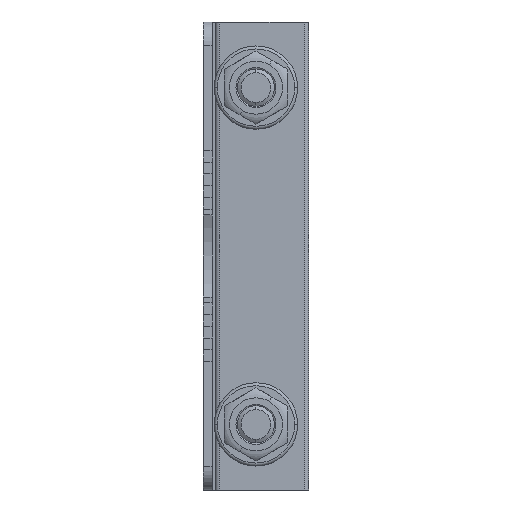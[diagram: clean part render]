
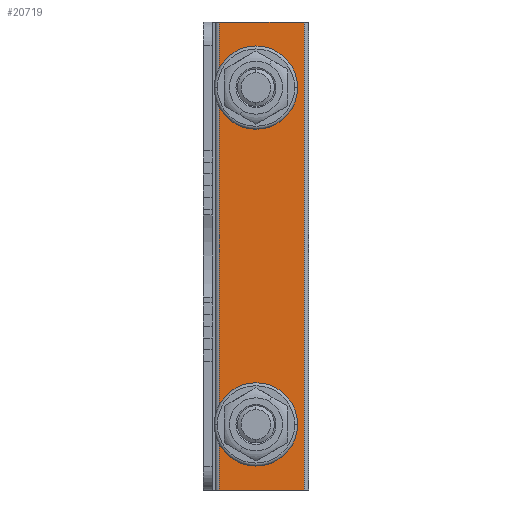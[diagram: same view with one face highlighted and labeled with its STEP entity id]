
A CAD part, front view. The second image highlights one B-rep face of the part: STEP entity #20719.
In plain terms, the highlighted face is planar.
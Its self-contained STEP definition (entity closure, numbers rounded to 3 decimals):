
#175 = CARTESIAN_POINT ( 'NONE',  ( -8., 7.75, 39.95 ) ) ;
#402 = EDGE_CURVE ( 'NONE', #25399, #6918, #2434, .T. ) ;
#830 = CARTESIAN_POINT ( 'NONE',  ( 4.57, 7.75, -29.93 ) ) ;
#832 = ORIENTED_EDGE ( 'NONE', *, *, #5504, .T. ) ;
#1319 = CARTESIAN_POINT ( 'NONE',  ( 7.25, 7.75, -39.95 ) ) ;
#1396 = VECTOR ( 'NONE', #11701, 1000. ) ;
#1400 = CARTESIAN_POINT ( 'NONE',  ( 1., 7.75, -29.93 ) ) ;
#1543 = DIRECTION ( 'NONE',  ( 0., 1., 0. ) ) ;
#1715 = EDGE_CURVE ( 'NONE', #18824, #9821, #25261, .T. ) ;
#2434 = LINE ( 'NONE', #6568, #13728 ) ;
#2462 = VERTEX_POINT ( 'NONE', #24638 ) ;
#2522 = ORIENTED_EDGE ( 'NONE', *, *, #17585, .F. ) ;
#2715 = FACE_OUTER_BOUND ( 'NONE', #4566, .T. ) ;
#2992 = CARTESIAN_POINT ( 'NONE',  ( -8., 7.75, 39.95 ) ) ;
#3049 = CARTESIAN_POINT ( 'NONE',  ( 4.57, 7.75, 30.07 ) ) ;
#3057 = DIRECTION ( 'NONE',  ( 0., 0., 1. ) ) ;
#3299 = DIRECTION ( 'NONE',  ( 0., 0., 1. ) ) ;
#3556 = DIRECTION ( 'NONE',  ( 0., 0., 1. ) ) ;
#3597 = VECTOR ( 'NONE', #3299, 1000. ) ;
#3720 = EDGE_CURVE ( 'NONE', #2462, #21222, #26800, .T. ) ;
#4566 = EDGE_LOOP ( 'NONE', ( #10307, #832, #12214, #27879 ) ) ;
#4837 = CARTESIAN_POINT ( 'NONE',  ( 7.25, 7.75, 39.95 ) ) ;
#5445 = LINE ( 'NONE', #7878, #3597 ) ;
#5504 = EDGE_CURVE ( 'NONE', #11449, #26066, #5445, .T. ) ;
#5861 = CIRCLE ( 'NONE', #25921, 3.57 ) ;
#6015 = VERTEX_POINT ( 'NONE', #23239 ) ;
#6282 = DIRECTION ( 'NONE',  ( 0., 0., 1. ) ) ;
#6437 = ORIENTED_EDGE ( 'NONE', *, *, #21316, .F. ) ;
#6568 = CARTESIAN_POINT ( 'NONE',  ( -2.57, 7.75, -29.93 ) ) ;
#6668 = VERTEX_POINT ( 'NONE', #1319 ) ;
#6713 = FACE_BOUND ( 'NONE', #22002, .T. ) ;
#6918 = VERTEX_POINT ( 'NONE', #23275 ) ;
#6937 = VERTEX_POINT ( 'NONE', #10722 ) ;
#7094 = VECTOR ( 'NONE', #13978, 1000. ) ;
#7444 = CARTESIAN_POINT ( 'NONE',  ( 1., 7.75, 27.57 ) ) ;
#7535 = DIRECTION ( 'NONE',  ( 0., 0., 1. ) ) ;
#7611 = DIRECTION ( 'NONE',  ( -1., 0., 0. ) ) ;
#7772 = AXIS2_PLACEMENT_3D ( 'NONE', #9280, #19963, #15680 ) ;
#7878 = CARTESIAN_POINT ( 'NONE',  ( -7.25, 7.75, 39.95 ) ) ;
#7949 = VECTOR ( 'NONE', #7611, 1000. ) ;
#8723 = AXIS2_PLACEMENT_3D ( 'NONE', #13024, #24004, #19727 ) ;
#8883 = CIRCLE ( 'NONE', #10696, 3.57 ) ;
#8998 = CARTESIAN_POINT ( 'NONE',  ( -2.57, 7.75, 27.57 ) ) ;
#9280 = CARTESIAN_POINT ( 'NONE',  ( 1., 7.75, 30.07 ) ) ;
#9821 = VERTEX_POINT ( 'NONE', #12264 ) ;
#10163 = CARTESIAN_POINT ( 'NONE',  ( -2.57, 7.75, 30.07 ) ) ;
#10307 = ORIENTED_EDGE ( 'NONE', *, *, #14616, .T. ) ;
#10696 = AXIS2_PLACEMENT_3D ( 'NONE', #7444, #16116, #3556 ) ;
#10701 = CARTESIAN_POINT ( 'NONE',  ( -2.57, 7.75, 27.57 ) ) ;
#10722 = CARTESIAN_POINT ( 'NONE',  ( 1., 7.75, 33.64 ) ) ;
#10822 = VECTOR ( 'NONE', #27459, 1000. ) ;
#11422 = PLANE ( 'NONE',  #20549 ) ;
#11449 = VERTEX_POINT ( 'NONE', #16348 ) ;
#11473 = CIRCLE ( 'NONE', #15552, 3.57 ) ;
#11701 = DIRECTION ( 'NONE',  ( -1., 0., 0. ) ) ;
#11912 = CARTESIAN_POINT ( 'NONE',  ( 7.25, 7.75, 39.95 ) ) ;
#12214 = ORIENTED_EDGE ( 'NONE', *, *, #22129, .F. ) ;
#12264 = CARTESIAN_POINT ( 'NONE',  ( 4.57, 7.75, 27.57 ) ) ;
#12315 = ORIENTED_EDGE ( 'NONE', *, *, #1715, .F. ) ;
#13024 = CARTESIAN_POINT ( 'NONE',  ( 1., 7.75, -27.43 ) ) ;
#13714 = CIRCLE ( 'NONE', #8723, 3.57 ) ;
#13728 = VECTOR ( 'NONE', #6282, 1000. ) ;
#13821 = LINE ( 'NONE', #2992, #1396 ) ;
#13978 = DIRECTION ( 'NONE',  ( 0., 0., -1. ) ) ;
#14499 = CIRCLE ( 'NONE', #27304, 3.57 ) ;
#14570 = VECTOR ( 'NONE', #26952, 1000. ) ;
#14616 = EDGE_CURVE ( 'NONE', #6668, #11449, #27164, .T. ) ;
#14957 = EDGE_CURVE ( 'NONE', #9821, #23312, #8883, .T. ) ;
#15511 = CIRCLE ( 'NONE', #7772, 3.57 ) ;
#15552 = AXIS2_PLACEMENT_3D ( 'NONE', #1400, #1543, #7535 ) ;
#15680 = DIRECTION ( 'NONE',  ( 0., 0., 1. ) ) ;
#15734 = ORIENTED_EDGE ( 'NONE', *, *, #14957, .F. ) ;
#15786 = ORIENTED_EDGE ( 'NONE', *, *, #22684, .F. ) ;
#16065 = DIRECTION ( 'NONE',  ( 0., 1., 0. ) ) ;
#16116 = DIRECTION ( 'NONE',  ( 0., 1., 0. ) ) ;
#16348 = CARTESIAN_POINT ( 'NONE',  ( -7.25, 7.75, -39.95 ) ) ;
#16571 = CARTESIAN_POINT ( 'NONE',  ( -8., 7.75, -39.95 ) ) ;
#16611 = VERTEX_POINT ( 'NONE', #4837 ) ;
#17585 = EDGE_CURVE ( 'NONE', #23312, #23000, #19523, .T. ) ;
#17961 = DIRECTION ( 'NONE',  ( 0., 0., -1. ) ) ;
#18767 = EDGE_CURVE ( 'NONE', #16611, #6668, #27595, .T. ) ;
#18824 = VERTEX_POINT ( 'NONE', #3049 ) ;
#18859 = EDGE_LOOP ( 'NONE', ( #21737, #19633, #23639, #6437, #15786 ) ) ;
#19484 = EDGE_CURVE ( 'NONE', #23000, #6937, #5861, .T. ) ;
#19523 = LINE ( 'NONE', #10701, #25843 ) ;
#19633 = ORIENTED_EDGE ( 'NONE', *, *, #23732, .F. ) ;
#19727 = DIRECTION ( 'NONE',  ( 0., 0., 1. ) ) ;
#19963 = DIRECTION ( 'NONE',  ( 0., 1., 0. ) ) ;
#20108 = ORIENTED_EDGE ( 'NONE', *, *, #20656, .F. ) ;
#20116 = DIRECTION ( 'NONE',  ( 0., -1., 0. ) ) ;
#20345 = DIRECTION ( 'NONE',  ( 0., 0., 1. ) ) ;
#20549 = AXIS2_PLACEMENT_3D ( 'NONE', #175, #20116, #17961 ) ;
#20641 = CARTESIAN_POINT ( 'NONE',  ( -2.57, 7.75, -29.93 ) ) ;
#20656 = EDGE_CURVE ( 'NONE', #6937, #18824, #15511, .T. ) ;
#20719 = ADVANCED_FACE ( 'NONE', ( #22245, #6713, #2715 ), #11422, .F. ) ;
#20791 = ORIENTED_EDGE ( 'NONE', *, *, #19484, .F. ) ;
#21222 = VERTEX_POINT ( 'NONE', #26488 ) ;
#21316 = EDGE_CURVE ( 'NONE', #6015, #2462, #14499, .T. ) ;
#21737 = ORIENTED_EDGE ( 'NONE', *, *, #402, .F. ) ;
#22002 = EDGE_LOOP ( 'NONE', ( #2522, #15734, #12315, #20108, #20791 ) ) ;
#22129 = EDGE_CURVE ( 'NONE', #16611, #26066, #13821, .T. ) ;
#22177 = DIRECTION ( 'NONE',  ( 0., 1., 0. ) ) ;
#22245 = FACE_BOUND ( 'NONE', #18859, .T. ) ;
#22321 = CARTESIAN_POINT ( 'NONE',  ( 1., 7.75, -27.43 ) ) ;
#22684 = EDGE_CURVE ( 'NONE', #6918, #6015, #13714, .T. ) ;
#22983 = CARTESIAN_POINT ( 'NONE',  ( -7.25, 7.75, 39.95 ) ) ;
#23000 = VERTEX_POINT ( 'NONE', #10163 ) ;
#23239 = CARTESIAN_POINT ( 'NONE',  ( 1., 7.75, -23.86 ) ) ;
#23275 = CARTESIAN_POINT ( 'NONE',  ( -2.57, 7.75, -27.43 ) ) ;
#23312 = VERTEX_POINT ( 'NONE', #8998 ) ;
#23639 = ORIENTED_EDGE ( 'NONE', *, *, #3720, .F. ) ;
#23732 = EDGE_CURVE ( 'NONE', #21222, #25399, #11473, .T. ) ;
#24004 = DIRECTION ( 'NONE',  ( 0., 1., 0. ) ) ;
#24638 = CARTESIAN_POINT ( 'NONE',  ( 4.57, 7.75, -27.43 ) ) ;
#24922 = CARTESIAN_POINT ( 'NONE',  ( 1., 7.75, 30.07 ) ) ;
#25261 = LINE ( 'NONE', #27013, #7094 ) ;
#25399 = VERTEX_POINT ( 'NONE', #20641 ) ;
#25843 = VECTOR ( 'NONE', #26262, 1000. ) ;
#25921 = AXIS2_PLACEMENT_3D ( 'NONE', #24922, #16065, #20345 ) ;
#26066 = VERTEX_POINT ( 'NONE', #22983 ) ;
#26262 = DIRECTION ( 'NONE',  ( 0., 0., 1. ) ) ;
#26488 = CARTESIAN_POINT ( 'NONE',  ( 4.57, 7.75, -29.93 ) ) ;
#26800 = LINE ( 'NONE', #830, #14570 ) ;
#26952 = DIRECTION ( 'NONE',  ( 0., 0., -1. ) ) ;
#27013 = CARTESIAN_POINT ( 'NONE',  ( 4.57, 7.75, 27.57 ) ) ;
#27164 = LINE ( 'NONE', #16571, #7949 ) ;
#27304 = AXIS2_PLACEMENT_3D ( 'NONE', #22321, #22177, #3057 ) ;
#27459 = DIRECTION ( 'NONE',  ( 0., 0., -1. ) ) ;
#27595 = LINE ( 'NONE', #11912, #10822 ) ;
#27879 = ORIENTED_EDGE ( 'NONE', *, *, #18767, .T. ) ;
